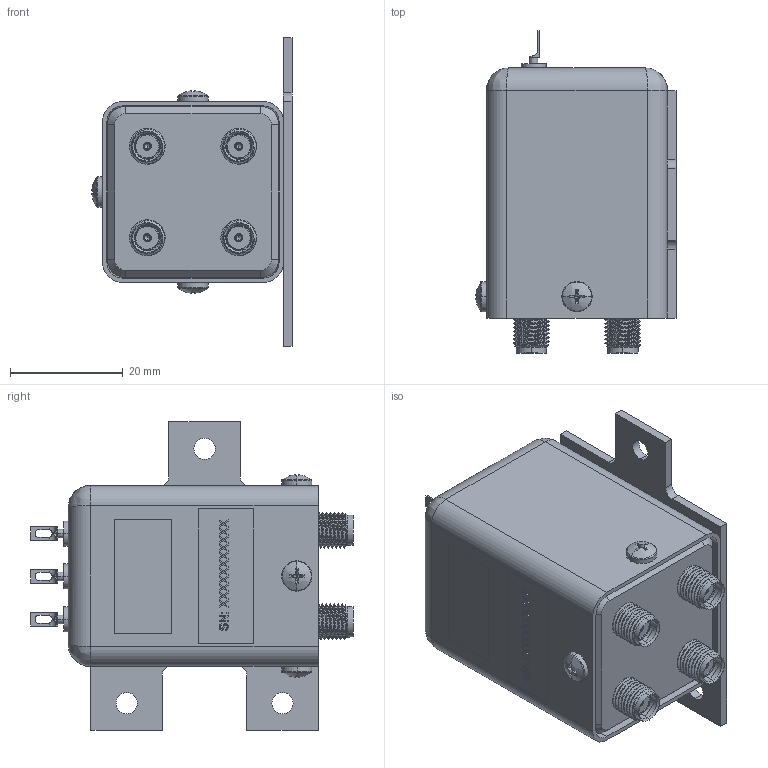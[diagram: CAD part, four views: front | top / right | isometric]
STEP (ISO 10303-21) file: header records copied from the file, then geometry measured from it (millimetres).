
FILE_DESCRIPTION (( 'STEP AP214' ), '1' );
FILE_NAME ('FMSW6556_3D.step', '2023-02-16T17:50:49', ( '' ), ( '' ), 'SwSTEP 2.0', 'SolidWorks 2022', '' );
FILE_SCHEMA (( 'AUTOMOTIVE_DESIGN' ));
Length unit declared in the file: inch
Products named in the file (10): FMSW6556_3D; LABEL ILS-100-02; R09003-3HOLE; A12075Y04_-401_3; A22029002-e360_1; A12075Y05_-403_1; R040691-e360_-03_6; R040194-e360_1; A22021007_1; A12075Y05_-203_1
Assembly tree (17 placements, depth 2):
  FMSW6556_3D
    A22021007_1
    A22029002-e360_1  x4
    R09003-3HOLE
    A12075Y05_-203_1  x2
    A12075Y05_-403_1
    A12075Y04_-401_3  x3
    R040691-e360_-03_6  x3
    R040194-e360_1
    LABEL ILS-100-02
Bounding box: 35.56 x 57.26 x 54.86 mm (x, y, z)
Volume: 14096.3 mm3; surface area: 22181.8 mm2
Topology: 13 solids, 25 shells, 939 faces, 2448 edges, 1589 vertices
Faces by surface type: plane 381, cylinder 318, bspline 164, cone 76
Entity records: 25798 total; most frequent: CARTESIAN_POINT 9685, ORIENTED_EDGE 2810, DIRECTION 2284, EDGE_CURVE 1406, VERTEX_POINT 921, VECTOR 872, LINE 872, AXIS2_PLACEMENT_3D 706
